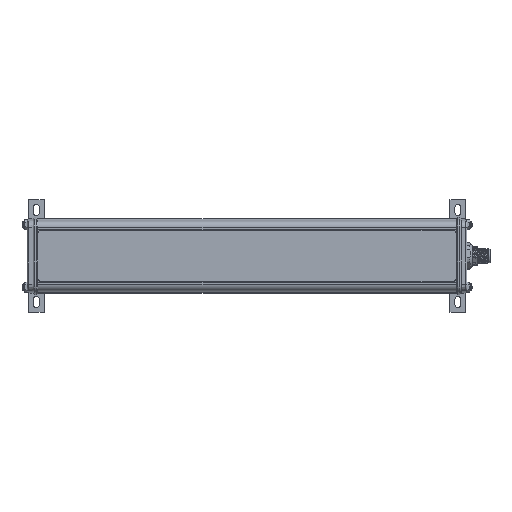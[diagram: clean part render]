
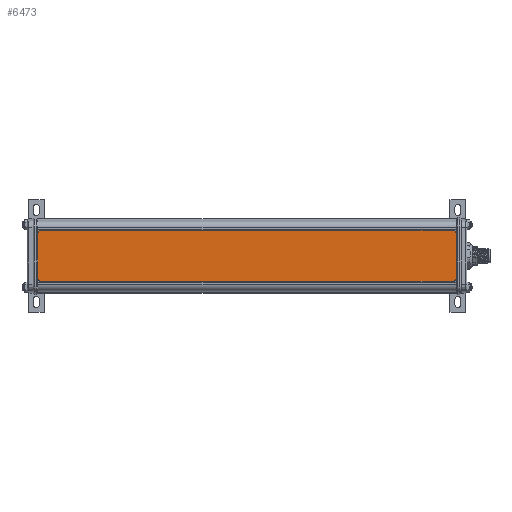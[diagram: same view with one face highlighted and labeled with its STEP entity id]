
A CAD part, top view. The second image highlights one B-rep face of the part: STEP entity #6473.
In plain terms, the highlighted planar face has unit normal (0, 0, 1).
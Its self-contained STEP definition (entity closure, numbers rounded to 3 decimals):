
#37 = EDGE_CURVE ( 'Defeatured_0_362+Defeatured_0_361+Defeatured_0_360+Defeatured_0_354', #25236, #17972, #9806, .T. ) ;
#191 = ORIENTED_EDGE ( 'NONE', *, *, #24255, .T. ) ;
#308 = ORIENTED_EDGE ( 'NONE', *, *, #25512, .T. ) ;
#769 = CARTESIAN_POINT ( 'NONE',  ( 25.371, -13.145, 4.537 ) ) ;
#913 = DIRECTION ( 'NONE',  ( 0., -1., 0. ) ) ;
#1368 = AXIS2_PLACEMENT_3D ( 'NONE', #9310, #25780, #15550 ) ;
#2458 = EDGE_CURVE ( 'Defeatured_0_362+Defeatured_0_360+Defeatured_0_359+Defeatured_0_361', #23255, #25236, #5871, .T. ) ;
#2558 = DIRECTION ( 'NONE',  ( 0., 0., 1. ) ) ;
#2828 = CARTESIAN_POINT ( 'NONE',  ( 25.371, 23.315, 4.537 ) ) ;
#3272 = ORIENTED_EDGE ( 'NONE', *, *, #2458, .T. ) ;
#3810 = EDGE_CURVE ( 'Defeatured_0_362+Defeatured_0_357+Defeatured_0_356+Defeatured_0_358', #8947, #6320, #11944, .T. ) ;
#4051 = AXIS2_PLACEMENT_3D ( 'NONE', #2828, #2558, #17032 ) ;
#4659 = DIRECTION ( 'NONE',  ( 0., 1., 0. ) ) ;
#5185 = DIRECTION ( 'NONE',  ( 0., 0., 1. ) ) ;
#5245 = VECTOR ( 'NONE', #25183, 1000. ) ;
#5743 = CIRCLE ( 'NONE', #13528, 2.54 ) ;
#5871 = CIRCLE ( 'NONE', #10594, 2.54 ) ;
#6320 = VERTEX_POINT ( 'NONE', #6979 ) ;
#6387 = DIRECTION ( 'NONE',  ( 1., 0., 0. ) ) ;
#6473 = ADVANCED_FACE ( 'Defeatured_0_362', ( #23454 ), #7411, .T. ) ;
#6979 = CARTESIAN_POINT ( 'NONE',  ( -292.823, -10.605, 4.537 ) ) ;
#7170 = CARTESIAN_POINT ( 'NONE',  ( -290.283, 23.315, 4.537 ) ) ;
#7411 = PLANE ( 'NONE',  #1368 ) ;
#7447 = EDGE_LOOP ( 'NONE', ( #11929, #13523, #15507, #15548, #191, #308, #3272, #19817 ) ) ;
#8083 = VECTOR ( 'NONE', #18537, 1000. ) ;
#8132 = CARTESIAN_POINT ( 'NONE',  ( -290.283, -10.605, 4.537 ) ) ;
#8947 = VERTEX_POINT ( 'NONE', #26052 ) ;
#9310 = CARTESIAN_POINT ( 'NONE',  ( 25.371, 23.315, 4.537 ) ) ;
#9648 = VERTEX_POINT ( 'NONE', #25297 ) ;
#9806 = LINE ( 'NONE', #25263, #22328 ) ;
#9891 = VECTOR ( 'NONE', #6387, 1000. ) ;
#10594 = AXIS2_PLACEMENT_3D ( 'NONE', #15579, #11658, #19616 ) ;
#10901 = CIRCLE ( 'NONE', #21651, 2.54 ) ;
#11385 = CARTESIAN_POINT ( 'NONE',  ( 27.911, -10.605, 4.537 ) ) ;
#11658 = DIRECTION ( 'NONE',  ( 0., 0., 1. ) ) ;
#11929 = ORIENTED_EDGE ( 'NONE', *, *, #14976, .T. ) ;
#11944 = LINE ( 'NONE', #15956, #8083 ) ;
#12826 = VERTEX_POINT ( 'NONE', #21299 ) ;
#13523 = ORIENTED_EDGE ( 'NONE', *, *, #20303, .T. ) ;
#13528 = AXIS2_PLACEMENT_3D ( 'NONE', #8132, #16267, #14283 ) ;
#13884 = CARTESIAN_POINT ( 'NONE',  ( 27.911, 23.315, 4.537 ) ) ;
#14283 = DIRECTION ( 'NONE',  ( 0., 1., 0. ) ) ;
#14864 = CARTESIAN_POINT ( 'NONE',  ( -290.283, 25.855, 4.537 ) ) ;
#14976 = EDGE_CURVE ( 'Defeatured_0_362+Defeatured_0_354+Defeatured_0_361+Defeatured_0_355', #17972, #12826, #14982, .T. ) ;
#14982 = CIRCLE ( 'NONE', #4051, 2.54 ) ;
#15016 = CARTESIAN_POINT ( 'NONE',  ( -290.283, 25.855, 4.537 ) ) ;
#15306 = LINE ( 'NONE', #20281, #9891 ) ;
#15507 = ORIENTED_EDGE ( 'NONE', *, *, #21310, .T. ) ;
#15548 = ORIENTED_EDGE ( 'NONE', *, *, #3810, .T. ) ;
#15550 = DIRECTION ( 'NONE',  ( 0., -1., 0. ) ) ;
#15579 = CARTESIAN_POINT ( 'NONE',  ( 25.371, -10.605, 4.537 ) ) ;
#15956 = CARTESIAN_POINT ( 'NONE',  ( -292.823, 23.315, 4.537 ) ) ;
#16267 = DIRECTION ( 'NONE',  ( 0., 0., 1. ) ) ;
#17032 = DIRECTION ( 'NONE',  ( 0., -1., 0. ) ) ;
#17972 = VERTEX_POINT ( 'NONE', #13884 ) ;
#18537 = DIRECTION ( 'NONE',  ( 0., -1., 0. ) ) ;
#19616 = DIRECTION ( 'NONE',  ( 0., -1., 0. ) ) ;
#19817 = ORIENTED_EDGE ( 'NONE', *, *, #37, .T. ) ;
#20281 = CARTESIAN_POINT ( 'NONE',  ( -290.283, -13.145, 4.537 ) ) ;
#20303 = EDGE_CURVE ( 'Defeatured_0_362+Defeatured_0_355+Defeatured_0_354+Defeatured_0_356', #12826, #20496, #26390, .T. ) ;
#20496 = VERTEX_POINT ( 'NONE', #15016 ) ;
#21299 = CARTESIAN_POINT ( 'NONE',  ( 25.371, 25.855, 4.537 ) ) ;
#21310 = EDGE_CURVE ( 'Defeatured_0_362+Defeatured_0_356+Defeatured_0_355+Defeatured_0_357', #20496, #8947, #10901, .T. ) ;
#21651 = AXIS2_PLACEMENT_3D ( 'NONE', #7170, #5185, #913 ) ;
#22328 = VECTOR ( 'NONE', #4659, 1000. ) ;
#23255 = VERTEX_POINT ( 'NONE', #769 ) ;
#23454 = FACE_OUTER_BOUND ( 'NONE', #7447, .T. ) ;
#24255 = EDGE_CURVE ( 'Defeatured_0_362+Defeatured_0_358+Defeatured_0_357+Defeatured_0_359', #6320, #9648, #5743, .T. ) ;
#25183 = DIRECTION ( 'NONE',  ( -1., 0., 0. ) ) ;
#25236 = VERTEX_POINT ( 'NONE', #11385 ) ;
#25263 = CARTESIAN_POINT ( 'NONE',  ( 27.911, 23.315, 4.537 ) ) ;
#25297 = CARTESIAN_POINT ( 'NONE',  ( -290.283, -13.145, 4.537 ) ) ;
#25512 = EDGE_CURVE ( 'Defeatured_0_362+Defeatured_0_359+Defeatured_0_358+Defeatured_0_360', #9648, #23255, #15306, .T. ) ;
#25780 = DIRECTION ( 'NONE',  ( 0., 0., 1. ) ) ;
#26052 = CARTESIAN_POINT ( 'NONE',  ( -292.823, 23.315, 4.537 ) ) ;
#26390 = LINE ( 'NONE', #14864, #5245 ) ;
